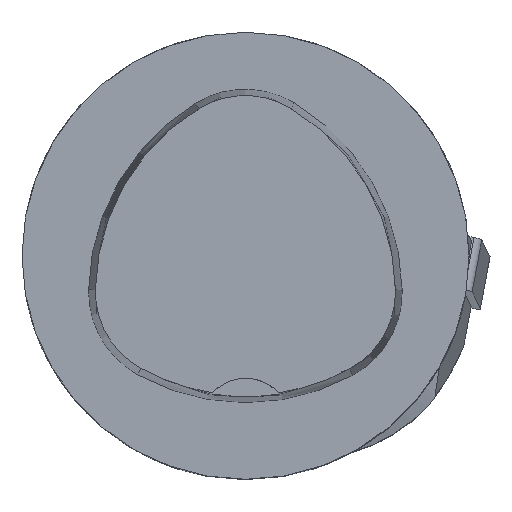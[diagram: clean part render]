
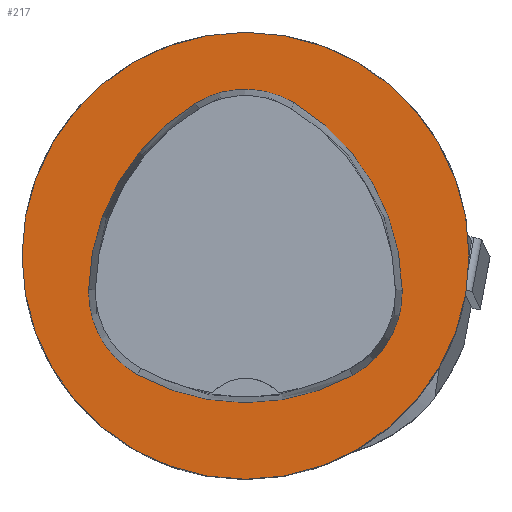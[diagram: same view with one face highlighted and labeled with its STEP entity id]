
A CAD part, top view. The second image highlights one B-rep face of the part: STEP entity #217.
In plain terms, the highlighted planar face has unit normal (0, 0, 1).
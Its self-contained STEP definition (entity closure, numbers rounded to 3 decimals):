
#217=ADVANCED_FACE('',(#420,#421),#260,.T.);
#260=PLANE('',#1204);
#420=FACE_BOUND('',#469,.T.);
#421=FACE_BOUND('',#470,.T.);
#469=EDGE_LOOP('',(#670,#671,#672,#673,#674,#675));
#470=EDGE_LOOP('',(#676));
#670=ORIENTED_EDGE('',*,*,#972,.T.);
#671=ORIENTED_EDGE('',*,*,#952,.T.);
#672=ORIENTED_EDGE('',*,*,#956,.T.);
#673=ORIENTED_EDGE('',*,*,#959,.T.);
#674=ORIENTED_EDGE('',*,*,#962,.T.);
#675=ORIENTED_EDGE('',*,*,#970,.T.);
#676=ORIENTED_EDGE('',*,*,#975,.F.);
#838=VERTEX_POINT('',#1846);
#839=VERTEX_POINT('',#1847);
#842=VERTEX_POINT('',#1855);
#844=VERTEX_POINT('',#1861);
#846=VERTEX_POINT('',#1867);
#853=VERTEX_POINT('',#1888);
#854=VERTEX_POINT('',#1898);
#952=EDGE_CURVE('',#838,#839,#1031,.T.);
#956=EDGE_CURVE('',#839,#842,#1033,.T.);
#959=EDGE_CURVE('',#842,#844,#1035,.T.);
#962=EDGE_CURVE('',#844,#846,#1037,.T.);
#970=EDGE_CURVE('',#846,#853,#1041,.T.);
#972=EDGE_CURVE('',#853,#838,#1043,.T.);
#975=EDGE_CURVE('',#854,#854,#1046,.T.);
#1031=CIRCLE('',#1181,20.);
#1033=CIRCLE('',#1184,8.5);
#1035=CIRCLE('',#1187,20.);
#1037=CIRCLE('',#1190,8.5);
#1041=CIRCLE('',#1195,20.);
#1043=CIRCLE('',#1198,8.5);
#1046=CIRCLE('',#1203,20.);
#1181=AXIS2_PLACEMENT_3D('',#1845,#1399,#1400);
#1184=AXIS2_PLACEMENT_3D('',#1854,#1407,#1408);
#1187=AXIS2_PLACEMENT_3D('',#1860,#1414,#1415);
#1190=AXIS2_PLACEMENT_3D('',#1866,#1421,#1422);
#1195=AXIS2_PLACEMENT_3D('',#1889,#1433,#1434);
#1198=AXIS2_PLACEMENT_3D('',#1892,#1439,#1440);
#1203=AXIS2_PLACEMENT_3D('',#1897,#1449,#1450);
#1204=AXIS2_PLACEMENT_3D('',#1899,#1451,#1452);
#1399=DIRECTION('',(0.,0.,-1.));
#1400=DIRECTION('',(-1.,0.,0.));
#1407=DIRECTION('',(0.,0.,-1.));
#1408=DIRECTION('',(-1.,0.,0.));
#1414=DIRECTION('',(0.,0.,-1.));
#1415=DIRECTION('',(-1.,0.,0.));
#1421=DIRECTION('',(0.,0.,-1.));
#1422=DIRECTION('',(-1.,0.,0.));
#1433=DIRECTION('',(0.,0.,-1.));
#1434=DIRECTION('',(-1.,0.,0.));
#1439=DIRECTION('',(0.,0.,-1.));
#1440=DIRECTION('',(-1.,0.,0.));
#1449=DIRECTION('',(0.,0.,-1.));
#1450=DIRECTION('',(-1.,0.,0.));
#1451=DIRECTION('',(0.,0.,1.));
#1452=DIRECTION('',(1.,0.,0.));
#1845=CARTESIAN_POINT('',(5.955,-3.414,0.));
#1846=CARTESIAN_POINT('',(-14.041,-3.042,0.));
#1847=CARTESIAN_POINT('',(-4.472,13.653,0.));
#1854=CARTESIAN_POINT('',(-0.04,6.4,0.));
#1855=CARTESIAN_POINT('',(4.347,13.68,0.));
#1860=CARTESIAN_POINT('',(-5.976,-3.45,0.));
#1861=CARTESIAN_POINT('',(14.021,-3.075,0.));
#1866=CARTESIAN_POINT('',(5.522,-3.235,0.));
#1867=CARTESIAN_POINT('',(9.588,-10.699,0.));
#1888=CARTESIAN_POINT('',(-9.655,-10.639,0.));
#1889=CARTESIAN_POINT('',(0.022,6.864,0.));
#1892=CARTESIAN_POINT('',(-5.543,-3.2,0.));
#1897=CARTESIAN_POINT('',(0.,0.,
0.));
#1898=CARTESIAN_POINT('',(-20.,0.,0.));
#1899=CARTESIAN_POINT('',(0.,0.,
0.));
